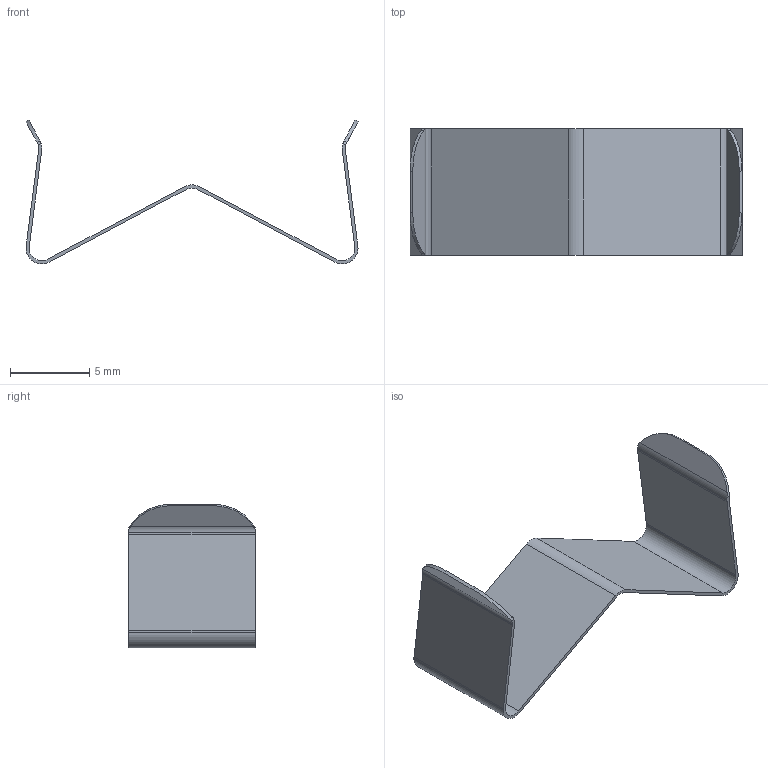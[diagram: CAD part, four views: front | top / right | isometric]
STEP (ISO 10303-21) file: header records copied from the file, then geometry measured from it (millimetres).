
FILE_DESCRIPTION(('STEP AP214'),'1');
FILE_NAME('cctmp_D58C0752-AFF4-444F-99B7-D173CF89C7E0_2020_5_5_11_36_31_197..stp','2020-05-05T09:36:31',('Bosch Rexroth AG'),('CADClick - www.CADClick.com'),'Spatial InterOp 3D',' ','unknown authorization - (Healing Option Enabled)');
FILE_SCHEMA(('AUTOMOTIVE_DESIGN'));
Length unit declared in the file: millimetre
Products named in the file (1): 2020_05_05__11-36-31-197
Bounding box: 21 x 8 x 9.09 mm (x, y, z)
Volume: 64.2 mm3; surface area: 660.5 mm2
Topology: 1 solids, 1 shells, 42 faces, 112 edges, 72 vertices
Faces by surface type: cylinder 22, plane 20
Entity records: 1684 total; most frequent: DIRECTION 250, CARTESIAN_POINT 227, ORIENTED_EDGE 224, EDGE_CURVE 112, AXIS2_PLACEMENT_3D 95, VERTEX_POINT 72, LINE 60, VECTOR 60
